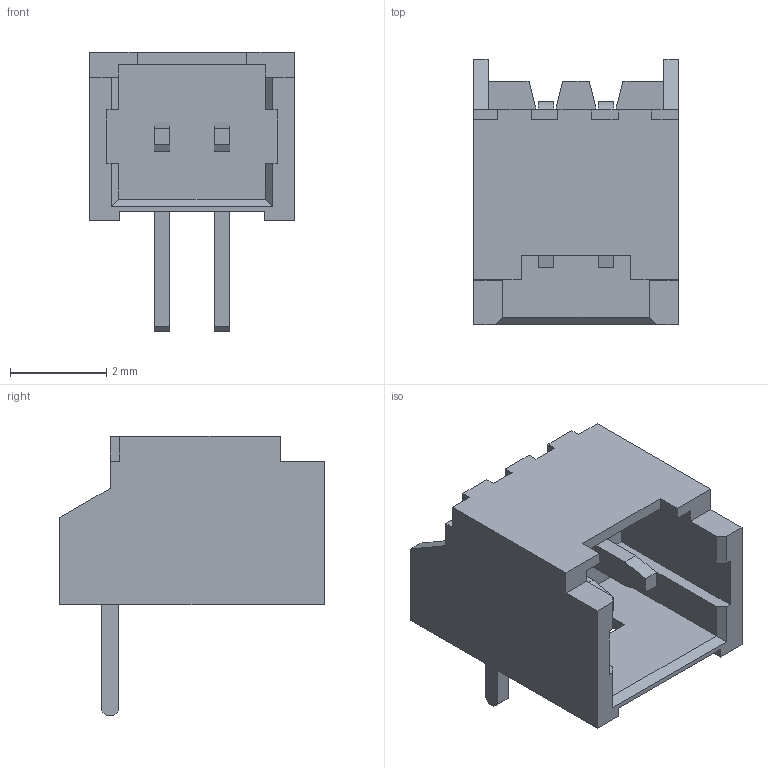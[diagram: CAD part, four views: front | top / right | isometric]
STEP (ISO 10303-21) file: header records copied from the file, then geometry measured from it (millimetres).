
FILE_DESCRIPTION (( 'STEP AP214' ), '1' );
FILE_NAME ('CONN-TH_530480210.step', '2022-08-03T17:24:03', ( '' ), ( '' ), 'SwSTEP 2.0', 'SolidWorks 2020', '' );
FILE_SCHEMA (( 'AUTOMOTIVE_DESIGN' ));
Length unit declared in the file: millimetre
Products named in the file (1): CONN-TH_530480210
Bounding box: 4.25 x 5.5 x 5.8 mm (x, y, z)
Volume: 37.1 mm3; surface area: 159.3 mm2
Topology: 14 solids, 14 shells, 391 faces, 1061 edges, 706 vertices
Faces by surface type: plane 275, bspline 114, cylinder 2
Entity records: 16653 total; most frequent: CARTESIAN_POINT 4521, ORIENTED_EDGE 2122, DIRECTION 1389, EDGE_CURVE 1061, LINE 825, VECTOR 825, VERTEX_POINT 706, EDGE_LOOP 413
